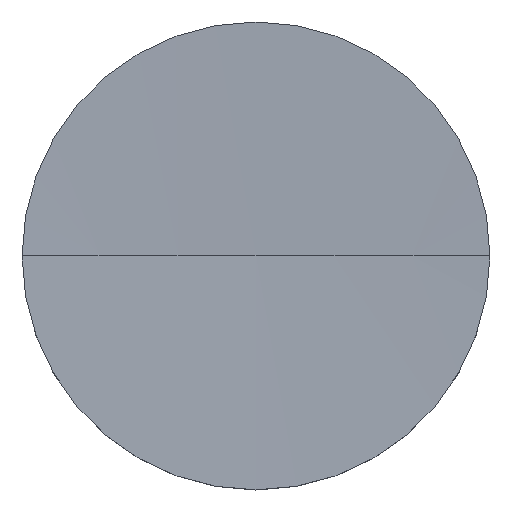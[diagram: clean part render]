
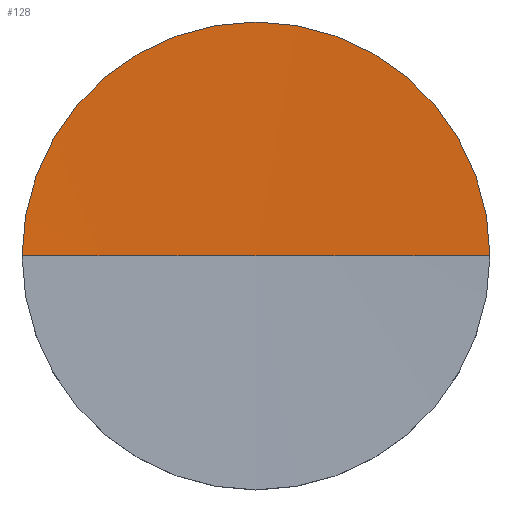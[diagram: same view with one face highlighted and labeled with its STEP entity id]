
A CAD part, top view. The second image highlights one B-rep face of the part: STEP entity #128.
In plain terms, the highlighted spherical face has radius 1000 mm.
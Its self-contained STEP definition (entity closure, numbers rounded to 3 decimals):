
#3 = ORIENTED_EDGE ( 'NONE', *, *, #134, .T. ) ;
#6 = AXIS2_PLACEMENT_3D ( 'NONE', #8, #108, #124 ) ;
#7 = CIRCLE ( 'NONE', #187, 38.1 ) ;
#8 = CARTESIAN_POINT ( 'NONE',  ( 0., 0., 1011.974 ) ) ;
#9 = DIRECTION ( 'NONE',  ( 0., -1., 0. ) ) ;
#20 = AXIS2_PLACEMENT_3D ( 'NONE', #92, #46, #139 ) ;
#26 = VERTEX_POINT ( 'NONE', #81 ) ;
#31 = EDGE_CURVE ( 'NONE', #160, #144, #7, .T. ) ;
#33 = ORIENTED_EDGE ( 'NONE', *, *, #166, .F. ) ;
#36 = EDGE_LOOP ( 'NONE', ( #44, #3, #33 ) ) ;
#44 = ORIENTED_EDGE ( 'NONE', *, *, #31, .F. ) ;
#46 = DIRECTION ( 'NONE',  ( 0., -1., 0. ) ) ;
#48 = CIRCLE ( 'NONE', #6, 1000. ) ;
#51 = CARTESIAN_POINT ( 'NONE',  ( 0., 0., 12.7 ) ) ;
#60 = FACE_OUTER_BOUND ( 'NONE', #36, .T. ) ;
#74 = SPHERICAL_SURFACE ( 'NONE', #93, 1000. ) ;
#81 = CARTESIAN_POINT ( 'NONE',  ( 0., 0., 11.974 ) ) ;
#92 = CARTESIAN_POINT ( 'NONE',  ( 0., 0., 1011.974 ) ) ;
#93 = AXIS2_PLACEMENT_3D ( 'NONE', #140, #9, #183 ) ;
#100 = DIRECTION ( 'NONE',  ( 1., 0., 0. ) ) ;
#108 = DIRECTION ( 'NONE',  ( 0., 1., 0. ) ) ;
#124 = DIRECTION ( 'NONE',  ( 0., 0., 1. ) ) ;
#128 = ADVANCED_FACE ( 'NONE', ( #60 ), #74, .F. ) ;
#134 = EDGE_CURVE ( 'NONE', #160, #26, #171, .T. ) ;
#139 = DIRECTION ( 'NONE',  ( 1., 0., 0. ) ) ;
#140 = CARTESIAN_POINT ( 'NONE',  ( 0., 0., 1011.974 ) ) ;
#144 = VERTEX_POINT ( 'NONE', #151 ) ;
#151 = CARTESIAN_POINT ( 'NONE',  ( 38.1, 0., 12.7 ) ) ;
#160 = VERTEX_POINT ( 'NONE', #195 ) ;
#166 = EDGE_CURVE ( 'NONE', #144, #26, #48, .T. ) ;
#171 = CIRCLE ( 'NONE', #20, 1000. ) ;
#183 = DIRECTION ( 'NONE',  ( 1., 0., 0. ) ) ;
#187 = AXIS2_PLACEMENT_3D ( 'NONE', #51, #188, #100 ) ;
#188 = DIRECTION ( 'NONE',  ( 0., 0., -1. ) ) ;
#195 = CARTESIAN_POINT ( 'NONE',  ( -38.1, 0., 12.7 ) ) ;
